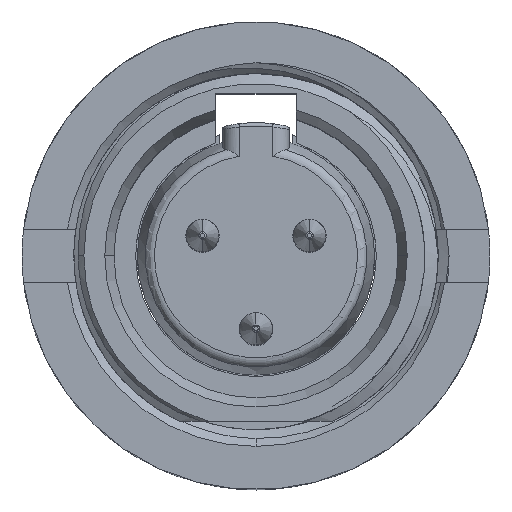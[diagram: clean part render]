
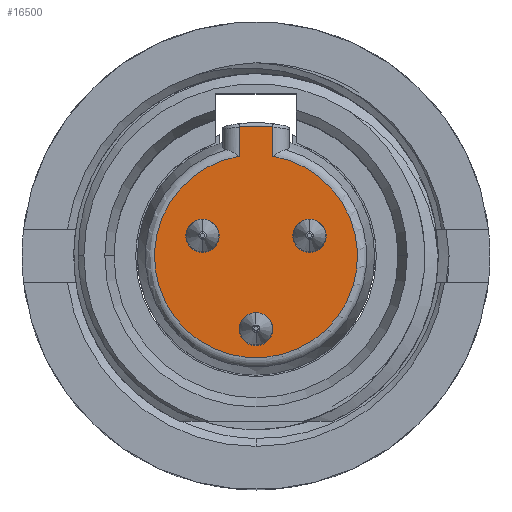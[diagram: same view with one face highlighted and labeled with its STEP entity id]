
A CAD part, top view. The second image highlights one B-rep face of the part: STEP entity #16500.
In plain terms, the highlighted planar face has unit normal (0, 0, 1).
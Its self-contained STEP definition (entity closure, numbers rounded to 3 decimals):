
#59 = CARTESIAN_POINT ( 'NONE',  ( -1.6, 0.61, -4.55 ) ) ;
#534 = AXIS2_PLACEMENT_3D ( 'NONE', #59, #19635, #10787 ) ;
#626 = CARTESIAN_POINT ( 'NONE',  ( 0., -2.18, -4.55 ) ) ;
#694 = EDGE_LOOP ( 'NONE', ( #24135, #5500 ) ) ;
#1223 = DIRECTION ( 'NONE',  ( 1., 0., 0. ) ) ;
#1326 = AXIS2_PLACEMENT_3D ( 'NONE', #25993, #1683, #17187 ) ;
#1505 = VERTEX_POINT ( 'NONE', #3998 ) ;
#1683 = DIRECTION ( 'NONE',  ( 0., 0., -1. ) ) ;
#1840 = DIRECTION ( 'NONE',  ( 0., 0., -1. ) ) ;
#1938 = CARTESIAN_POINT ( 'NONE',  ( 2.1, 0.61, -4.55 ) ) ;
#2028 = DIRECTION ( 'NONE',  ( 0., 0., -1. ) ) ;
#2548 = CARTESIAN_POINT ( 'NONE',  ( -2.1, 0.61, -4.55 ) ) ;
#2838 = VECTOR ( 'NONE', #9931, 1000. ) ;
#3157 = ORIENTED_EDGE ( 'NONE', *, *, #11659, .F. ) ;
#3412 = ORIENTED_EDGE ( 'NONE', *, *, #18528, .F. ) ;
#3998 = CARTESIAN_POINT ( 'NONE',  ( 0.5, 2.996, -4.55 ) ) ;
#4093 = DIRECTION ( 'NONE',  ( -0.128, 0.992, 0. ) ) ;
#4162 = DIRECTION ( 'NONE',  ( 1., 0., 0. ) ) ;
#4378 = EDGE_CURVE ( 'NONE', #9945, #1505, #8550, .T. ) ;
#4422 = VERTEX_POINT ( 'NONE', #23459 ) ;
#4483 = CARTESIAN_POINT ( 'NONE',  ( -0.5, -2.18, -4.55 ) ) ;
#4648 = CIRCLE ( 'NONE', #25968, 3.9 ) ;
#5183 = CARTESIAN_POINT ( 'NONE',  ( -1.6, 0.61, -4.55 ) ) ;
#5500 = ORIENTED_EDGE ( 'NONE', *, *, #18054, .T. ) ;
#5625 = CIRCLE ( 'NONE', #27672, 0.5 ) ;
#6420 = LINE ( 'NONE', #18243, #16139 ) ;
#6601 = CARTESIAN_POINT ( 'NONE',  ( -0.5, 2.996, -4.55 ) ) ;
#6630 = CIRCLE ( 'NONE', #534, 0.5 ) ;
#7003 = AXIS2_PLACEMENT_3D ( 'NONE', #28302, #15051, #28495 ) ;
#7295 = DIRECTION ( 'NONE',  ( 0., 0., -1. ) ) ;
#7472 = CIRCLE ( 'NONE', #20209, 0.5 ) ;
#7858 = CIRCLE ( 'NONE', #7003, 0.5 ) ;
#8399 = VERTEX_POINT ( 'NONE', #1938 ) ;
#8465 = PLANE ( 'NONE',  #1326 ) ;
#8550 = CIRCLE ( 'NONE', #23134, 3.037 ) ;
#8941 = AXIS2_PLACEMENT_3D ( 'NONE', #27559, #12336, #1223 ) ;
#9433 = DIRECTION ( 'NONE',  ( 1., 0., 0. ) ) ;
#9931 = DIRECTION ( 'NONE',  ( 0., 1., 0. ) ) ;
#9945 = VERTEX_POINT ( 'NONE', #6601 ) ;
#10682 = EDGE_LOOP ( 'NONE', ( #18787, #12332 ) ) ;
#10787 = DIRECTION ( 'NONE',  ( -1., 0., 0. ) ) ;
#11659 = EDGE_CURVE ( 'NONE', #9945, #4422, #17735, .T. ) ;
#11690 = FACE_OUTER_BOUND ( 'NONE', #22544, .T. ) ;
#11705 = EDGE_CURVE ( 'NONE', #16678, #16089, #6630, .T. ) ;
#12332 = ORIENTED_EDGE ( 'NONE', *, *, #25603, .T. ) ;
#12336 = DIRECTION ( 'NONE',  ( 0., 0., -1. ) ) ;
#12996 = ORIENTED_EDGE ( 'NONE', *, *, #17165, .T. ) ;
#13285 = DIRECTION ( 'NONE',  ( -0.165, 0.986, 0. ) ) ;
#13471 = CARTESIAN_POINT ( 'NONE',  ( 0., 0., -4.55 ) ) ;
#13964 = DIRECTION ( 'NONE',  ( -1., 0., 0. ) ) ;
#14054 = VERTEX_POINT ( 'NONE', #15555 ) ;
#15051 = DIRECTION ( 'NONE',  ( 0., 0., -1. ) ) ;
#15555 = CARTESIAN_POINT ( 'NONE',  ( 0.5, 3.868, -4.55 ) ) ;
#16089 = VERTEX_POINT ( 'NONE', #20260 ) ;
#16139 = VECTOR ( 'NONE', #22291, 1000. ) ;
#16500 = ADVANCED_FACE ( 'NONE', ( #11690, #22092, #23138, #17939 ), #8465, .F. ) ;
#16678 = VERTEX_POINT ( 'NONE', #2548 ) ;
#17165 = EDGE_CURVE ( 'NONE', #8399, #25565, #21061, .T. ) ;
#17187 = DIRECTION ( 'NONE',  ( 1., 0., 0. ) ) ;
#17735 = LINE ( 'NONE', #21481, #2838 ) ;
#17939 = FACE_BOUND ( 'NONE', #694, .T. ) ;
#18054 = EDGE_CURVE ( 'NONE', #25812, #18372, #20672, .T. ) ;
#18243 = CARTESIAN_POINT ( 'NONE',  ( 0.5, 3.868, -4.55 ) ) ;
#18372 = VERTEX_POINT ( 'NONE', #4483 ) ;
#18528 = EDGE_CURVE ( 'NONE', #14054, #1505, #6420, .T. ) ;
#18557 = DIRECTION ( 'NONE',  ( 0., 0., -1. ) ) ;
#18787 = ORIENTED_EDGE ( 'NONE', *, *, #11705, .T. ) ;
#19381 = CARTESIAN_POINT ( 'NONE',  ( 0., 0., -4.55 ) ) ;
#19492 = EDGE_LOOP ( 'NONE', ( #26227, #12996 ) ) ;
#19635 = DIRECTION ( 'NONE',  ( 0., 0., -1. ) ) ;
#20209 = AXIS2_PLACEMENT_3D ( 'NONE', #5183, #18557, #9433 ) ;
#20260 = CARTESIAN_POINT ( 'NONE',  ( -1.1, 0.61, -4.55 ) ) ;
#20672 = CIRCLE ( 'NONE', #8941, 0.5 ) ;
#21061 = CIRCLE ( 'NONE', #23040, 0.5 ) ;
#21481 = CARTESIAN_POINT ( 'NONE',  ( -0.5, 2.996, -4.55 ) ) ;
#22092 = FACE_BOUND ( 'NONE', #19492, .T. ) ;
#22291 = DIRECTION ( 'NONE',  ( 0., -1., 0. ) ) ;
#22544 = EDGE_LOOP ( 'NONE', ( #3157, #24195, #3412, #23590 ) ) ;
#23040 = AXIS2_PLACEMENT_3D ( 'NONE', #26323, #2028, #4162 ) ;
#23134 = AXIS2_PLACEMENT_3D ( 'NONE', #13471, #24732, #13285 ) ;
#23138 = FACE_BOUND ( 'NONE', #10682, .T. ) ;
#23459 = CARTESIAN_POINT ( 'NONE',  ( -0.5, 3.868, -4.55 ) ) ;
#23590 = ORIENTED_EDGE ( 'NONE', *, *, #26336, .F. ) ;
#24135 = ORIENTED_EDGE ( 'NONE', *, *, #27935, .T. ) ;
#24195 = ORIENTED_EDGE ( 'NONE', *, *, #4378, .T. ) ;
#24493 = EDGE_CURVE ( 'NONE', #25565, #8399, #7858, .T. ) ;
#24732 = DIRECTION ( 'NONE',  ( 0., 0., 1. ) ) ;
#25565 = VERTEX_POINT ( 'NONE', #28613 ) ;
#25603 = EDGE_CURVE ( 'NONE', #16089, #16678, #7472, .T. ) ;
#25812 = VERTEX_POINT ( 'NONE', #28679 ) ;
#25968 = AXIS2_PLACEMENT_3D ( 'NONE', #19381, #1840, #4093 ) ;
#25993 = CARTESIAN_POINT ( 'NONE',  ( 0., 0., -4.55 ) ) ;
#26227 = ORIENTED_EDGE ( 'NONE', *, *, #24493, .T. ) ;
#26323 = CARTESIAN_POINT ( 'NONE',  ( 1.6, 0.61, -4.55 ) ) ;
#26336 = EDGE_CURVE ( 'NONE', #4422, #14054, #4648, .T. ) ;
#27559 = CARTESIAN_POINT ( 'NONE',  ( 0., -2.18, -4.55 ) ) ;
#27672 = AXIS2_PLACEMENT_3D ( 'NONE', #626, #7295, #13964 ) ;
#27935 = EDGE_CURVE ( 'NONE', #18372, #25812, #5625, .T. ) ;
#28302 = CARTESIAN_POINT ( 'NONE',  ( 1.6, 0.61, -4.55 ) ) ;
#28495 = DIRECTION ( 'NONE',  ( -1., 0., 0. ) ) ;
#28613 = CARTESIAN_POINT ( 'NONE',  ( 1.1, 0.61, -4.55 ) ) ;
#28679 = CARTESIAN_POINT ( 'NONE',  ( 0.5, -2.18, -4.55 ) ) ;
